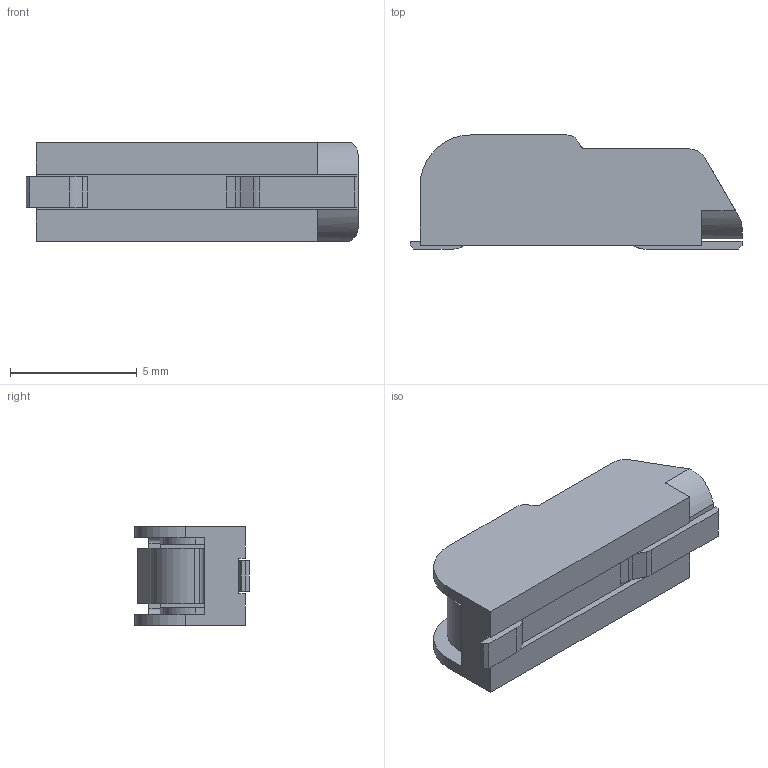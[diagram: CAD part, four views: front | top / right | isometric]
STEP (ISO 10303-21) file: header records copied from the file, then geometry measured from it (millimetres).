
FILE_DESCRIPTION( ( 'STEP AP214' ), '1' );
FILE_NAME( '2060-451_998-404.stp', '2021-11-18T06:02:54', ( 'License CC BY-ND 4.0' ), ( 'CADENAS' ), ' ', 'PARTsolutions', ' ' );
FILE_SCHEMA( ( 'AUTOMOTIVE_DESIGN { 1 0 10303 214 1 1 1 1 }' ) );
Length unit declared in the file: millimetre
Products named in the file (1): _2060-451/998-404
Bounding box: 13.1 x 4.5 x 3.9 mm (x, y, z)
Volume: 144.6 mm3; surface area: 330.9 mm2
Topology: 1 solids, 1 shells, 98 faces, 280 edges, 186 vertices
Faces by surface type: plane 69, cylinder 28, sphere 1
Full cylindrical faces by diameter (mm): 2.25 x1
Entity records: 3982 total; most frequent: CARTESIAN_POINT 594, ORIENTED_EDGE 550, DIRECTION 530, EDGE_CURVE 275, LINE 206, VECTOR 206, VERTEX_POINT 184, AXIS2_PLACEMENT_3D 162
